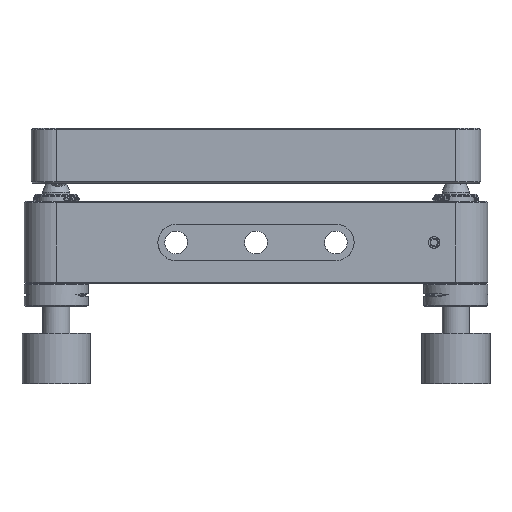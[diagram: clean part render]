
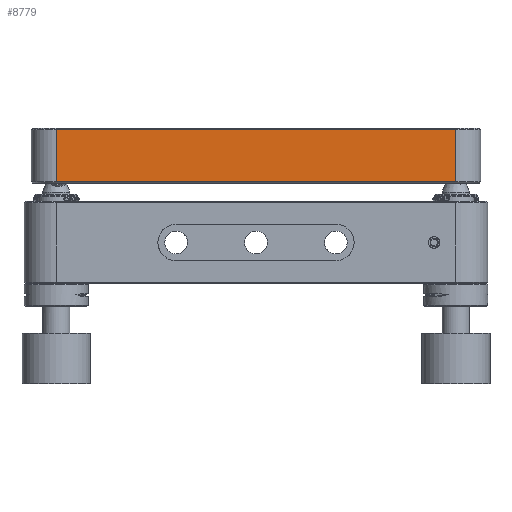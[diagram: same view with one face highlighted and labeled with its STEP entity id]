
A CAD part, front view. The second image highlights one B-rep face of the part: STEP entity #8779.
In plain terms, the highlighted planar face has unit normal (0, 1, 0).
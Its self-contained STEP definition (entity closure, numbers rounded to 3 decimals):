
#1740 = DIRECTION ( 'NONE',  ( 0., 0., 1. ) ) ;
#2558 = CARTESIAN_POINT ( 'NONE',  ( 43.8, -49.3, 13.3 ) ) ;
#2761 = VERTEX_POINT ( 'NONE', #12769 ) ;
#3114 = LINE ( 'NONE', #14390, #16394 ) ;
#3226 = CARTESIAN_POINT ( 'NONE',  ( -43.8, -49.3, 13. ) ) ;
#3726 = DIRECTION ( 'NONE',  ( 1., 0., 0. ) ) ;
#3747 = DIRECTION ( 'NONE',  ( -1., 0., 0. ) ) ;
#3924 = ORIENTED_EDGE ( 'NONE', *, *, #10726, .F. ) ;
#4032 = LINE ( 'NONE', #18182, #9941 ) ;
#4964 = LINE ( 'NONE', #3226, #12516 ) ;
#5132 = AXIS2_PLACEMENT_3D ( 'NONE', #8867, #12166, #3747 ) ;
#5448 = EDGE_CURVE ( 'NONE', #2761, #10630, #4964, .T. ) ;
#5760 = CARTESIAN_POINT ( 'NONE',  ( 43.8, -49.3, 24.7 ) ) ;
#5966 = DIRECTION ( 'NONE',  ( 1., 0., 0. ) ) ;
#6229 = CARTESIAN_POINT ( 'NONE',  ( -49.3, -49.3, 24.7 ) ) ;
#6720 = PLANE ( 'NONE',  #5132 ) ;
#8779 = ADVANCED_FACE ( 'NONE', ( #17896 ), #6720, .T. ) ;
#8867 = CARTESIAN_POINT ( 'NONE',  ( -49.3, -49.3, 13. ) ) ;
#8919 = VERTEX_POINT ( 'NONE', #2558 ) ;
#9028 = ORIENTED_EDGE ( 'NONE', *, *, #9181, .T. ) ;
#9181 = EDGE_CURVE ( 'NONE', #10630, #12150, #17688, .T. ) ;
#9775 = CARTESIAN_POINT ( 'NONE',  ( -43.8, -49.3, 24.7 ) ) ;
#9941 = VECTOR ( 'NONE', #16789, 1000. ) ;
#9957 = EDGE_LOOP ( 'NONE', ( #9028, #14493, #3924, #12406 ) ) ;
#10630 = VERTEX_POINT ( 'NONE', #9775 ) ;
#10726 = EDGE_CURVE ( 'NONE', #2761, #8919, #3114, .T. ) ;
#12150 = VERTEX_POINT ( 'NONE', #5760 ) ;
#12166 = DIRECTION ( 'NONE',  ( 0., 1., 0. ) ) ;
#12406 = ORIENTED_EDGE ( 'NONE', *, *, #5448, .T. ) ;
#12516 = VECTOR ( 'NONE', #1740, 1000. ) ;
#12769 = CARTESIAN_POINT ( 'NONE',  ( -43.8, -49.3, 13.3 ) ) ;
#14390 = CARTESIAN_POINT ( 'NONE',  ( 0., -49.3, 13.3 ) ) ;
#14493 = ORIENTED_EDGE ( 'NONE', *, *, #15695, .T. ) ;
#15695 = EDGE_CURVE ( 'NONE', #12150, #8919, #4032, .T. ) ;
#16394 = VECTOR ( 'NONE', #5966, 1000. ) ;
#16789 = DIRECTION ( 'NONE',  ( 0., 0., -1. ) ) ;
#17559 = VECTOR ( 'NONE', #3726, 1000. ) ;
#17688 = LINE ( 'NONE', #6229, #17559 ) ;
#17896 = FACE_OUTER_BOUND ( 'NONE', #9957, .T. ) ;
#18182 = CARTESIAN_POINT ( 'NONE',  ( 43.8, -49.3, 13. ) ) ;
